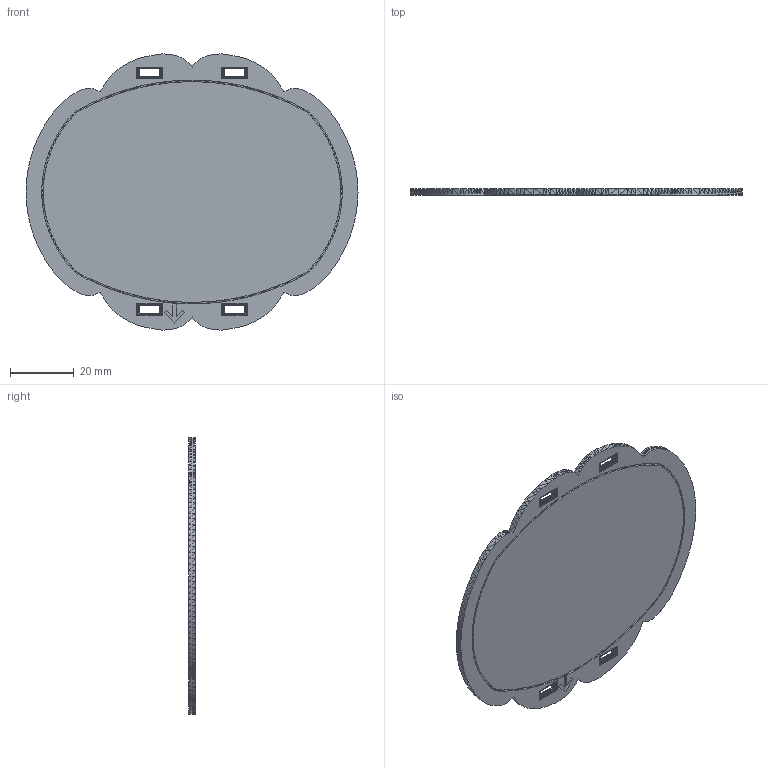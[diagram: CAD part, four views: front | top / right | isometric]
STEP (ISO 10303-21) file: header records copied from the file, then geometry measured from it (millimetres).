
FILE_DESCRIPTION(/* description */ (''),/* implementation_level */ '2;1');
FILE_NAME(/* name */ 'JoL Slide Template v1.step',/* time_stamp */ '2019-10-06T09:42:10-06:00',/* author */ (''),/* organization */ (''),/* preprocessor_version */ 'ST-DEVELOPER v18',/* originating_system */ 'Autodesk Translation Framework v8.6.0.1094',/* authorisation */ '');
FILE_SCHEMA (('AUTOMOTIVE_DESIGN { 1 0 10303 214 3 1 1 }'));
Length unit declared in the file: millimetre
Products named in the file (1): JoL Slide Template
Bounding box: 103.88 x 2 x 86.43 mm (x, y, z)
Volume: 13740.1 mm3; surface area: 15183.5 mm2
Topology: 1 solids, 1 shells, 1920 faces, 3216 edges, 1300 vertices
Faces by surface type: plane 1920
Entity records: 40533 total; most frequent: DIRECTION 7058, CARTESIAN_POINT 6437, ORIENTED_EDGE 6432, LINE 3216, VECTOR 3216, EDGE_CURVE 3216, EDGE_LOOP 1930, AXIS2_PLACEMENT_3D 1921
